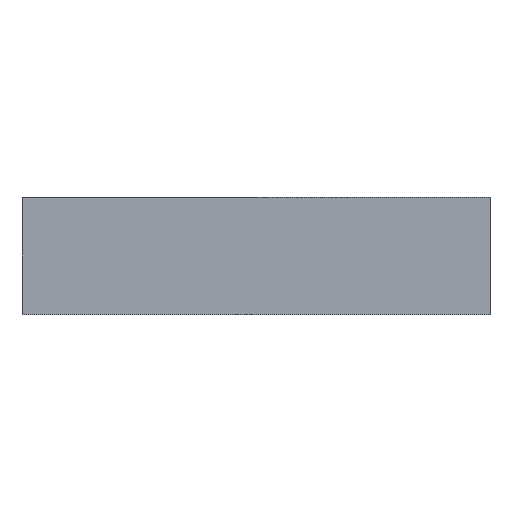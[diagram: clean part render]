
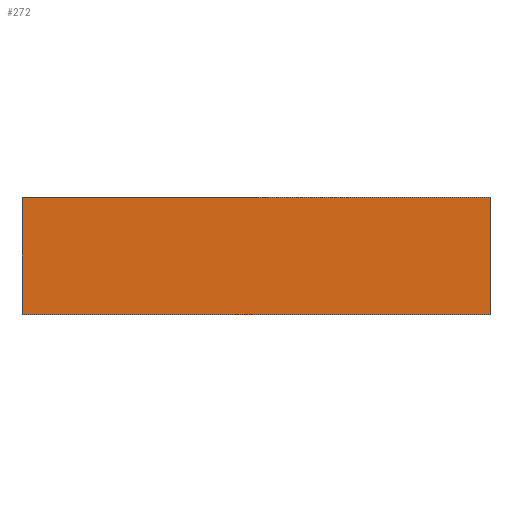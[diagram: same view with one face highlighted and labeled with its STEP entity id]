
A CAD part, front view. The second image highlights one B-rep face of the part: STEP entity #272.
In plain terms, the highlighted planar face has unit normal (0, -1, 0).
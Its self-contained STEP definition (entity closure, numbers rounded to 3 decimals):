
#59=FACE_OUTER_BOUND('',#82,.T.);
#82=EDGE_LOOP('',(#245,#246,#247,#248));
#86=LINE('',#406,#107);
#90=LINE('',#415,#111);
#94=LINE('',#434,#115);
#104=LINE('',#469,#125);
#107=VECTOR('',#323,10.);
#111=VECTOR('',#331,10.);
#115=VECTOR('',#351,10.);
#125=VECTOR('',#395,10.);
#128=VERTEX_POINT('',#403);
#129=VERTEX_POINT('',#405);
#132=VERTEX_POINT('',#413);
#139=VERTEX_POINT('',#433);
#150=EDGE_CURVE('',#129,#128,#86,.T.);
#155=EDGE_CURVE('',#128,#132,#90,.T.);
#164=EDGE_CURVE('',#139,#129,#94,.T.);
#182=EDGE_CURVE('',#132,#139,#104,.T.);
#245=ORIENTED_EDGE('',*,*,#150,.T.);
#246=ORIENTED_EDGE('',*,*,#155,.T.);
#247=ORIENTED_EDGE('',*,*,#182,.T.);
#248=ORIENTED_EDGE('',*,*,#164,.T.);
#257=PLANE('',#315);
#272=ADVANCED_FACE('',(#59),#257,.F.);
#315=AXIS2_PLACEMENT_3D('',#468,#393,#394);
#323=DIRECTION('',(0.,0.,-1.));
#331=DIRECTION('',(1.,0.,0.));
#351=DIRECTION('',(-1.,0.,0.));
#393=DIRECTION('center_axis',(0.,1.,0.));
#394=DIRECTION('ref_axis',(-1.,0.,0.));
#395=DIRECTION('',(0.,0.,1.));
#403=CARTESIAN_POINT('',(-8.,0.,0.));
#405=CARTESIAN_POINT('',(-8.,0.,2.));
#406=CARTESIAN_POINT('',(-8.,0.,0.5));
#413=CARTESIAN_POINT('',(0.,0.,0.));
#415=CARTESIAN_POINT('',(-10.,0.,0.));
#433=CARTESIAN_POINT('',(0.,0.,2.));
#434=CARTESIAN_POINT('',(-10.,0.,2.));
#468=CARTESIAN_POINT('Origin',(0.,0.,0.));
#469=CARTESIAN_POINT('',(0.,0.,0.));
